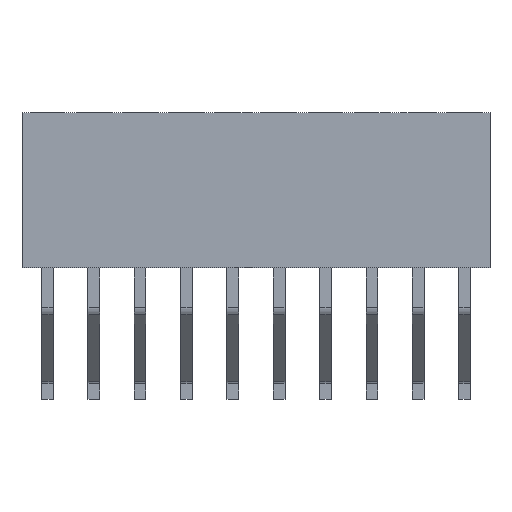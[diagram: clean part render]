
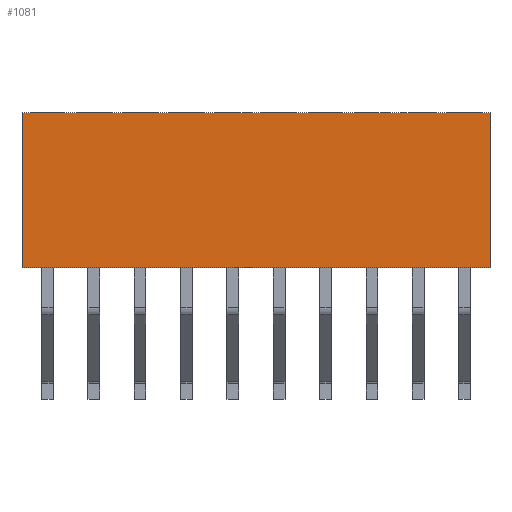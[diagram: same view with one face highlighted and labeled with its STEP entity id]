
A CAD part, top view. The second image highlights one B-rep face of the part: STEP entity #1081.
In plain terms, the highlighted planar face has unit normal (0, 0, 1).
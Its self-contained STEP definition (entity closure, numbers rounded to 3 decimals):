
#87=CARTESIAN_POINT('',(25.65,8.5,1.25));
#88=VERTEX_POINT('',#87);
#99=CARTESIAN_POINT('',(0.,8.5,1.25));
#100=VERTEX_POINT('',#99);
#110=CARTESIAN_POINT('',(25.65,8.5,1.25));
#111=CARTESIAN_POINT('',(20.52,8.5,1.25));
#112=CARTESIAN_POINT('',(15.39,8.5,1.25));
#113=CARTESIAN_POINT('',(10.26,8.5,1.25));
#114=CARTESIAN_POINT('',(5.13,8.5,1.25));
#115=CARTESIAN_POINT('',(0.,8.5,1.25));
#116=B_SPLINE_CURVE_WITH_KNOTS('',5,(#110,#111,#112,#113,#114,#115),.UNSPECIFIED.,.F.,.U.,(6,6),(0.,25.65),.UNSPECIFIED.);
#117=EDGE_CURVE('',#88,#100,#116,.T.);
#1042=CARTESIAN_POINT('',(12.825,4.25,1.25));
#1043=DIRECTION('',(1.,0.,0.));
#1044=DIRECTION('',(0.,0.,1.));
#1045=AXIS2_PLACEMENT_3D('',#1042,#1044,#1043);
#1046=PLANE('',#1045);
#1047=CARTESIAN_POINT('',(25.65,0.,1.25));
#1048=VERTEX_POINT('',#1047);
#1049=CARTESIAN_POINT('',(0.,0.,1.25));
#1050=VERTEX_POINT('',#1049);
#1051=CARTESIAN_POINT('',(25.65,0.,1.25));
#1052=CARTESIAN_POINT('',(20.52,0.,1.25));
#1053=CARTESIAN_POINT('',(15.39,0.,1.25));
#1054=CARTESIAN_POINT('',(10.26,0.,1.25));
#1055=CARTESIAN_POINT('',(5.13,0.,1.25));
#1056=CARTESIAN_POINT('',(0.,0.,1.25));
#1057=B_SPLINE_CURVE_WITH_KNOTS('',5,(#1051,#1052,#1053,#1054,#1055,#1056),.UNSPECIFIED.,.F.,.U.,(6,6),(0.,25.65),.UNSPECIFIED.);
#1058=EDGE_CURVE('',#1048,#1050,#1057,.T.);
#1059=ORIENTED_EDGE('',*,*,#1058,.F.);
#1060=CARTESIAN_POINT('',(25.65,8.5,1.25));
#1061=CARTESIAN_POINT('',(25.65,6.8,1.25));
#1062=CARTESIAN_POINT('',(25.65,5.1,1.25));
#1063=CARTESIAN_POINT('',(25.65,3.4,1.25));
#1064=CARTESIAN_POINT('',(25.65,1.7,1.25));
#1065=CARTESIAN_POINT('',(25.65,0.,1.25));
#1066=B_SPLINE_CURVE_WITH_KNOTS('',5,(#1060,#1061,#1062,#1063,#1064,#1065),.UNSPECIFIED.,.F.,.U.,(6,6),(0.,8.5),.UNSPECIFIED.);
#1067=EDGE_CURVE('',#88,#1048,#1066,.T.);
#1068=ORIENTED_EDGE('',*,*,#1067,.F.);
#1069=ORIENTED_EDGE('',*,*,#117,.T.);
#1070=CARTESIAN_POINT('',(0.,0.,1.25));
#1071=CARTESIAN_POINT('',(0.,1.7,1.25));
#1072=CARTESIAN_POINT('',(0.,3.4,1.25));
#1073=CARTESIAN_POINT('',(0.,5.1,1.25));
#1074=CARTESIAN_POINT('',(0.,6.8,1.25));
#1075=CARTESIAN_POINT('',(0.,8.5,1.25));
#1076=B_SPLINE_CURVE_WITH_KNOTS('',5,(#1070,#1071,#1072,#1073,#1074,#1075),.UNSPECIFIED.,.F.,.U.,(6,6),(0.,8.5),.UNSPECIFIED.);
#1077=EDGE_CURVE('',#1050,#100,#1076,.T.);
#1078=ORIENTED_EDGE('',*,*,#1077,.F.);
#1079=EDGE_LOOP('',(#1059,#1068,#1069,#1078));
#1080=FACE_OUTER_BOUND('',#1079,.T.);
#1081=ADVANCED_FACE('',(#1080),#1046,.T.);
